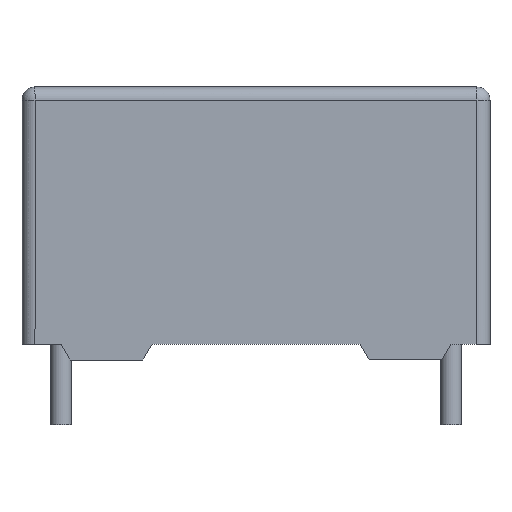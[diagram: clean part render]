
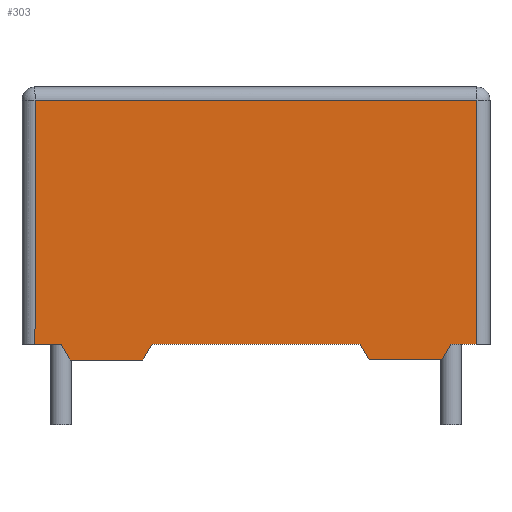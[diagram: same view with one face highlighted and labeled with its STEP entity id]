
A CAD part, front view. The second image highlights one B-rep face of the part: STEP entity #303.
In plain terms, the highlighted planar face has unit normal (0, -1, 0).
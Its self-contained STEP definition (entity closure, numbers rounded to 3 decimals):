
#303=ADVANCED_FACE('',(#748),#750,.T.);
#748=FACE_BOUND('',#749,.T.);
#749=EDGE_LOOP('',(#2270,#2271,#2272,#2273,#2274,#2275,#2276,#2277,#2278,#2279,#2280,
#2281));
#750=PLANE('',#751);
#751=AXIS2_PLACEMENT_3D('',#752,#753,#754);
#752=CARTESIAN_POINT('',(-1.5,-2.5,0.));
#753=DIRECTION('',(0.,-1.,0.));
#754=DIRECTION('',(1.,0.,0.));
#2270=ORIENTED_EDGE('',*,*,#2378,.T.);
#2271=ORIENTED_EDGE('',*,*,#2435,.T.);
#2272=ORIENTED_EDGE('',*,*,#2386,.T.);
#2273=ORIENTED_EDGE('',*,*,#2393,.T.);
#2274=ORIENTED_EDGE('',*,*,#2399,.T.);
#2275=ORIENTED_EDGE('',*,*,#2431,.T.);
#2276=ORIENTED_EDGE('',*,*,#2406,.T.);
#2277=ORIENTED_EDGE('',*,*,#2416,.T.);
#2278=ORIENTED_EDGE('',*,*,#2455,.T.);
#2279=ORIENTED_EDGE('',*,*,#2456,.F.);
#2280=ORIENTED_EDGE('',*,*,#2457,.F.);
#2281=ORIENTED_EDGE('',*,*,#2423,.T.);
#2378=EDGE_CURVE('',#2506,#2504,#2507,.F.);
#2386=EDGE_CURVE('',#2522,#2520,#2523,.F.);
#2393=EDGE_CURVE('',#2520,#2532,#2534,.F.);
#2399=EDGE_CURVE('',#2532,#2542,#2544,.F.);
#2406=EDGE_CURVE('',#2558,#2556,#2559,.F.);
#2416=EDGE_CURVE('',#2556,#2575,#2577,.F.);
#2423=EDGE_CURVE('',#2588,#2506,#2589,.F.);
#2431=EDGE_CURVE('',#2542,#2558,#2600,.T.);
#2435=EDGE_CURVE('',#2504,#2522,#2604,.T.);
#2455=EDGE_CURVE('',#2575,#2634,#2635,.T.);
#2456=EDGE_CURVE('',#2636,#2634,#2637,.T.);
#2457=EDGE_CURVE('',#2588,#2636,#2638,.T.);
#2504=VERTEX_POINT('',#2709);
#2506=VERTEX_POINT('',#2713);
#2507=LINE('',#2714,#2715);
#2520=VERTEX_POINT('',#2741);
#2522=VERTEX_POINT('',#2745);
#2523=LINE('',#2746,#2747);
#2532=VERTEX_POINT('',#2767);
#2534=LINE('',#2771,#2772);
#2542=VERTEX_POINT('',#2789);
#2544=LINE('',#2793,#2794);
#2556=VERTEX_POINT('',#2817);
#2558=VERTEX_POINT('',#2821);
#2559=LINE('',#2822,#2823);
#2575=VERTEX_POINT('',#2859);
#2577=LINE('',#2864,#2865);
#2588=VERTEX_POINT('',#2891);
#2589=LINE('',#2892,#2893);
#2600=LINE('',#2921,#2922);
#2604=LINE('',#2933,#2934);
#2634=VERTEX_POINT('',#3007);
#2635=LINE('',#3008,#3009);
#2636=VERTEX_POINT('',#3011);
#2637=LINE('',#3012,#3013);
#2638=LINE('',#3015,#3016);
#2709=CARTESIAN_POINT('',(0.346,-2.5,0.));
#2713=CARTESIAN_POINT('',(0.,-2.5,0.6));
#2714=CARTESIAN_POINT('',(0.346,-2.5,0.));
#2715=VECTOR('',#2716,1.);
#2716=DIRECTION('',(-0.5,0.,0.866));
#2741=CARTESIAN_POINT('',(3.5,-2.5,0.6));
#2745=CARTESIAN_POINT('',(3.154,-2.5,0.));
#2746=CARTESIAN_POINT('',(3.5,-2.5,0.6));
#2747=VECTOR('',#2748,1.);
#2748=DIRECTION('',(-0.5,0.,-0.866));
#2767=CARTESIAN_POINT('',(11.5,-2.5,0.6));
#2771=CARTESIAN_POINT('',(11.5,-2.5,0.6));
#2772=VECTOR('',#2773,1.);
#2773=DIRECTION('',(-1.,0.,0.));
#2789=CARTESIAN_POINT('',(11.846,-2.5,0.));
#2793=CARTESIAN_POINT('',(11.846,-2.5,0.));
#2794=VECTOR('',#2795,1.);
#2795=DIRECTION('',(-0.5,0.,0.866));
#2817=CARTESIAN_POINT('',(15.,-2.5,0.6));
#2821=CARTESIAN_POINT('',(14.654,-2.5,0.));
#2822=CARTESIAN_POINT('',(15.,-2.5,0.6));
#2823=VECTOR('',#2824,1.);
#2824=DIRECTION('',(-0.5,0.,-0.866));
#2859=CARTESIAN_POINT('',(16.,-2.5,0.6));
#2864=CARTESIAN_POINT('',(16.,-2.5,0.6));
#2865=VECTOR('',#2866,1.);
#2866=DIRECTION('',(-1.,0.,0.));
#2891=CARTESIAN_POINT('',(-1.,-2.5,0.6));
#2892=CARTESIAN_POINT('',(0.,-2.5,0.6));
#2893=VECTOR('',#2894,1.);
#2894=DIRECTION('',(-1.,0.,0.));
#2921=CARTESIAN_POINT('',(11.846,-2.5,0.));
#2922=VECTOR('',#2923,1.);
#2923=DIRECTION('',(1.,0.,0.));
#2933=CARTESIAN_POINT('',(0.346,-2.5,0.));
#2934=VECTOR('',#2935,1.);
#2935=DIRECTION('',(1.,0.,0.));
#3007=CARTESIAN_POINT('',(16.,-2.5,10.));
#3008=CARTESIAN_POINT('',(16.,-2.5,0.6));
#3009=VECTOR('',#3010,1.);
#3010=DIRECTION('',(0.,0.,1.));
#3011=CARTESIAN_POINT('',(-1.,-2.5,10.));
#3012=CARTESIAN_POINT('',(-1.,-2.5,10.));
#3013=VECTOR('',#3014,1.);
#3014=DIRECTION('',(1.,0.,0.));
#3015=CARTESIAN_POINT('',(-1.,-2.5,0.6));
#3016=VECTOR('',#3017,1.);
#3017=DIRECTION('',(0.,0.,1.));
